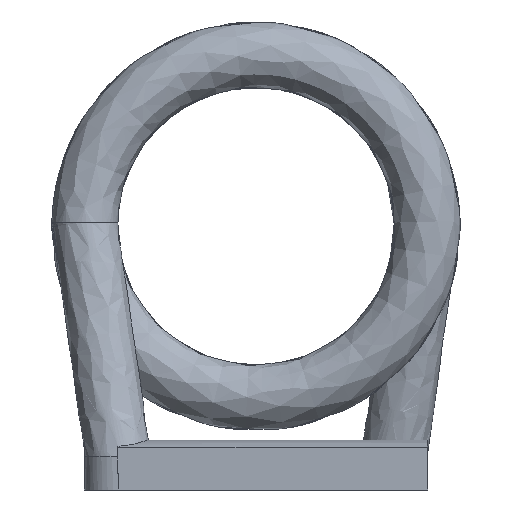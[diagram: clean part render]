
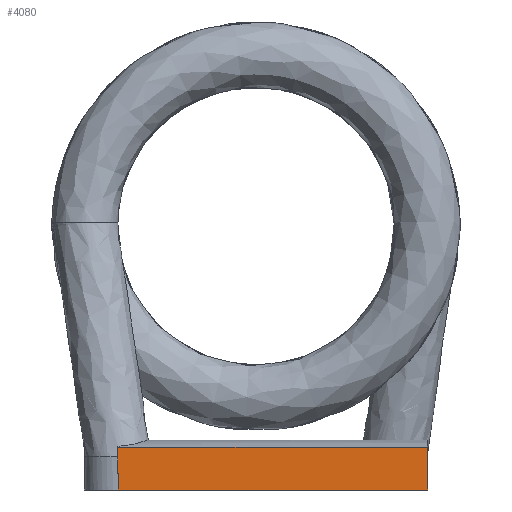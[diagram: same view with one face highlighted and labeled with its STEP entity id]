
A CAD part, left-side view. The second image highlights one B-rep face of the part: STEP entity #4080.
In plain terms, the highlighted planar face has unit normal (-1, 0, 0).
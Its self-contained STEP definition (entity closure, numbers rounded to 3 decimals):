
#3443 = VERTEX_POINT('',#3444);
#3444 = CARTESIAN_POINT('',(-5.36,2.255,0.54));
#3734 = VERTEX_POINT('',#3735);
#3735 = CARTESIAN_POINT('',(-5.36,-2.795,0.702));
#3742 = EDGE_CURVE('',#3743,#3734,#3745,.T.);
#3743 = VERTEX_POINT('',#3744);
#3744 = CARTESIAN_POINT('',(-5.36,2.255,0.702));
#3745 = LINE('',#3746,#3747);
#3746 = CARTESIAN_POINT('',(-5.36,2.255,0.702));
#3747 = VECTOR('',#3748,1.);
#3748 = DIRECTION('',(0.,-1.,0.));
#3766 = EDGE_CURVE('',#3743,#3443,#3767,.T.);
#3767 = LINE('',#3768,#3769);
#3768 = CARTESIAN_POINT('',(-5.36,2.255,0.702));
#3769 = VECTOR('',#3770,1.);
#3770 = DIRECTION('',(0.,0.,-1.));
#3816 = EDGE_CURVE('',#3443,#3817,#3819,.T.);
#3817 = VERTEX_POINT('',#3818);
#3818 = CARTESIAN_POINT('',(-5.36,2.255,0.27));
#3819 = LINE('',#3820,#3821);
#3820 = CARTESIAN_POINT('',(-5.36,2.255,0.702));
#3821 = VECTOR('',#3822,1.);
#3822 = DIRECTION('',(0.,0.,-1.));
#4080 = ADVANCED_FACE('',(#4081),#4132,.F.);
#4081 = FACE_BOUND('',#4082,.F.);
#4082 = EDGE_LOOP('',(#4083,#4084,#4085,#4093,#4101,#4109,#4117,#4125,
#4131));
#4083 = ORIENTED_EDGE('',*,*,#3766,.F.);
#4084 = ORIENTED_EDGE('',*,*,#3742,.T.);
#4085 = ORIENTED_EDGE('',*,*,#4086,.T.);
#4086 = EDGE_CURVE('',#3734,#4087,#4089,.T.);
#4087 = VERTEX_POINT('',#4088);
#4088 = CARTESIAN_POINT('',(-5.36,-2.795,0.54));
#4089 = LINE('',#4090,#4091);
#4090 = CARTESIAN_POINT('',(-5.36,-2.795,0.702));
#4091 = VECTOR('',#4092,1.);
#4092 = DIRECTION('',(0.,0.,-1.));
#4093 = ORIENTED_EDGE('',*,*,#4094,.F.);
#4094 = EDGE_CURVE('',#4095,#4087,#4097,.T.);
#4095 = VERTEX_POINT('',#4096);
#4096 = CARTESIAN_POINT('',(-5.36,-2.805,0.54));
#4097 = LINE('',#4098,#4099);
#4098 = CARTESIAN_POINT('',(-5.36,-2.805,0.54));
#4099 = VECTOR('',#4100,1.);
#4100 = DIRECTION('',(0.,1.,0.));
#4101 = ORIENTED_EDGE('',*,*,#4102,.F.);
#4102 = EDGE_CURVE('',#4103,#4095,#4105,.T.);
#4103 = VERTEX_POINT('',#4104);
#4104 = CARTESIAN_POINT('',(-5.36,-2.805,0.));
#4105 = LINE('',#4106,#4107);
#4106 = CARTESIAN_POINT('',(-5.36,-2.805,0.));
#4107 = VECTOR('',#4108,1.);
#4108 = DIRECTION('',(0.,0.,1.));
#4109 = ORIENTED_EDGE('',*,*,#4110,.T.);
#4110 = EDGE_CURVE('',#4103,#4111,#4113,.T.);
#4111 = VERTEX_POINT('',#4112);
#4112 = CARTESIAN_POINT('',(-5.36,2.245,0.));
#4113 = LINE('',#4114,#4115);
#4114 = CARTESIAN_POINT('',(-5.36,-2.805,0.));
#4115 = VECTOR('',#4116,1.);
#4116 = DIRECTION('',(0.,1.,0.));
#4117 = ORIENTED_EDGE('',*,*,#4118,.T.);
#4118 = EDGE_CURVE('',#4111,#4119,#4121,.T.);
#4119 = VERTEX_POINT('',#4120);
#4120 = CARTESIAN_POINT('',(-5.36,2.245,0.27));
#4121 = LINE('',#4122,#4123);
#4122 = CARTESIAN_POINT('',(-5.36,2.245,0.));
#4123 = VECTOR('',#4124,1.);
#4124 = DIRECTION('',(0.,0.,1.));
#4125 = ORIENTED_EDGE('',*,*,#4126,.F.);
#4126 = EDGE_CURVE('',#3817,#4119,#4127,.T.);
#4127 = LINE('',#4128,#4129);
#4128 = CARTESIAN_POINT('',(-5.36,2.255,0.27));
#4129 = VECTOR('',#4130,1.);
#4130 = DIRECTION('',(0.,-1.,0.));
#4131 = ORIENTED_EDGE('',*,*,#3816,.F.);
#4132 = PLANE('',#4133);
#4133 = AXIS2_PLACEMENT_3D('',#4134,#4135,#4136);
#4134 = CARTESIAN_POINT('',(-5.36,2.255,0.702));
#4135 = DIRECTION('',(1.,0.,0.));
#4136 = DIRECTION('',(0.,0.,-1.));
